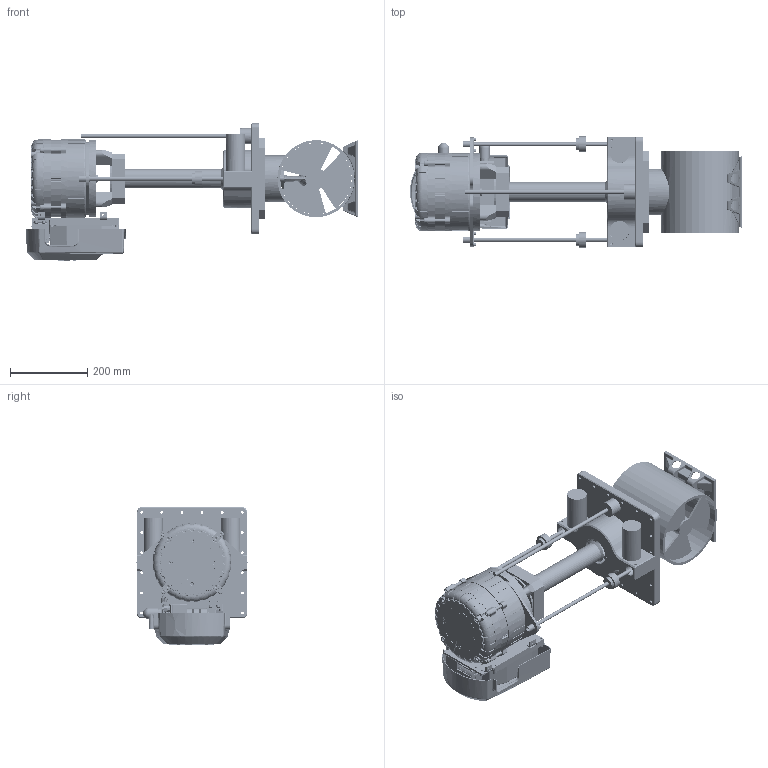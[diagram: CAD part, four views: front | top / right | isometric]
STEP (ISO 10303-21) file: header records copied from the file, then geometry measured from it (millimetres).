
FILE_DESCRIPTION(('CATIA V5 STEP Exchange','CAx-IF Rec.Pracs.--- Model Styling and Organization---1.4--- 2014-01-23'),'2;1');
FILE_NAME('VIP-150-ECO(CLOSED).stp','2024-03-05T14:43:19+00:00',('none'),('none'),'CATIA Version 5-6 Release 2016','CATIA V5 STEP AP214','none');
FILE_SCHEMA(('AUTOMOTIVE_DESIGN { 1 0 10303 214 1 1 1 1 }'));
Products named in the file (1): VIP-150-ECO(CLOSED)
Bounding box: 857.5 x 287 x 354.75 mm (x, y, z)
Volume: 9918839.7 mm3; surface area: 1740864.8 mm2
Topology: 7 solids, 441 shells, 7318 faces, 21623 edges, 14637 vertices
Faces by surface type: plane 3025, cylinder 2309, cone 751, bspline 593, torus 510, sphere 124, revolution 6
Entity records: 301226 total; most frequent: CARTESIAN_POINT 123533, ORIENTED_EDGE 38924, DIRECTION 28557, EDGE_CURVE 21361, VERTEX_POINT 14636, AXIS2_PLACEMENT_3D 11779, VECTOR 10447, LINE 10447
